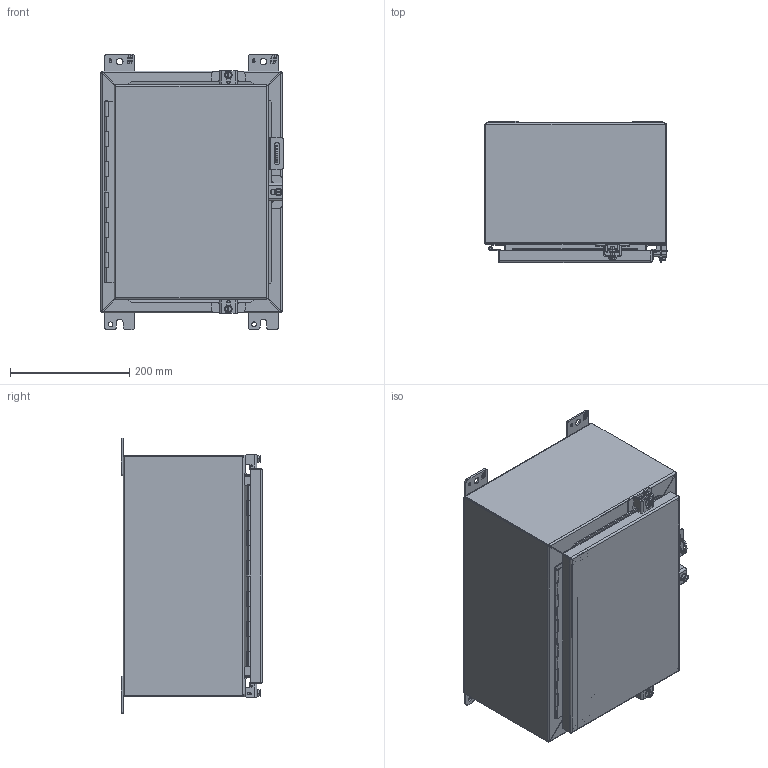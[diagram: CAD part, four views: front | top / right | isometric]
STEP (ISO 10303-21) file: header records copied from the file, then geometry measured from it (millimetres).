
FILE_DESCRIPTION (( 'STEP AP203' ), '1' );
FILE_NAME ('1418N4S16B8_Default.step', '2019-11-01T16:10:55', ( 'ADC123' ), ( 'Microsoft' ), 'SwSTEP 2.0', 'SolidWorks 2019', '' );
FILE_SCHEMA (( 'CONFIG_CONTROL_DESIGN' ));
Length unit declared in the file: inch
Products named in the file (1): 1418N4S16B8_Default
Bounding box: 306.4 x 238.12 x 463.55 mm (x, y, z)
Volume: 1459480.6 mm3; surface area: 1536196.3 mm2
Topology: 35 solids, 36 shells, 1182 faces, 3008 edges, 1931 vertices
Faces by surface type: plane 654, cylinder 400, bspline 120, cone 8
Entity records: 41297 total; most frequent: CARTESIAN_POINT 13048, ORIENTED_EDGE 6008, DIRECTION 5584, EDGE_CURVE 3004, VERTEX_POINT 1931, VECTOR 1910, LINE 1910, AXIS2_PLACEMENT_3D 1837
